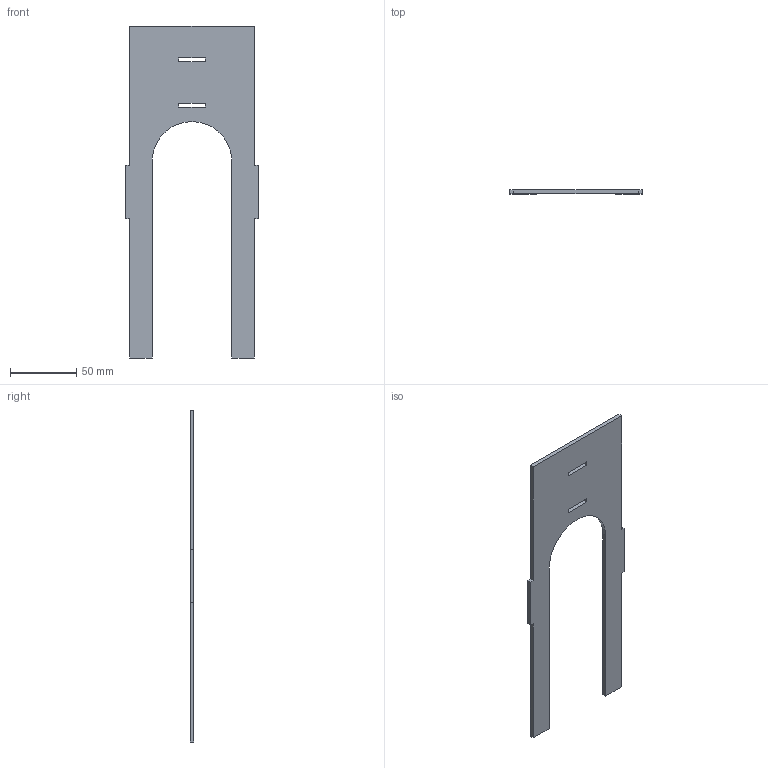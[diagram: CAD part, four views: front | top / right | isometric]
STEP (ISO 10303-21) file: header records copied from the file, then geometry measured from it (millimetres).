
FILE_DESCRIPTION(/* description */ (''),/* implementation_level */ '2;1');
FILE_NAME(/* name */ 'side3 v6.step',/* time_stamp */ '2018-03-20T08:35:34+01:00',/* author */ ('D.Stafsing'),/* organization */ (''),/* preprocessor_version */ 'ST-DEVELOPER v16.13',/* originating_system */ 'Autodesk Translation Framework v6.5.0.72',/* authorisation */ '');
FILE_SCHEMA (('AUTOMOTIVE_DESIGN { 1 0 10303 214 3 1 1 }'));
Length unit declared in the file: millimetre
Products named in the file (1): side3
Bounding box: 100 x 3 x 250 mm (x, y, z)
Volume: 39978.8 mm3; surface area: 30019.3 mm2
Topology: 1 solids, 1 shells, 26 faces, 72 edges, 48 vertices
Faces by surface type: plane 25, cylinder 1
Entity records: 859 total; most frequent: CARTESIAN_POINT 147, ORIENTED_EDGE 144, DIRECTION 128, EDGE_CURVE 72, LINE 70, VECTOR 70, VERTEX_POINT 48, EDGE_LOOP 30
